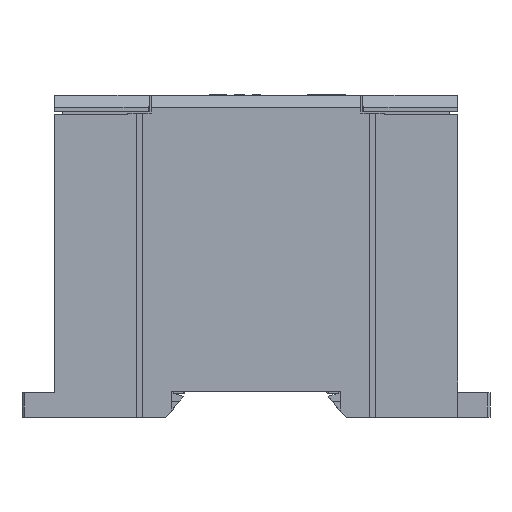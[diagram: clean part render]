
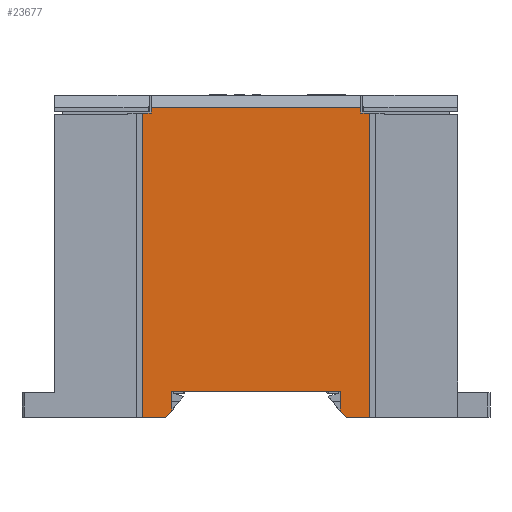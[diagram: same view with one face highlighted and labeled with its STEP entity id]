
A CAD part, left-side view. The second image highlights one B-rep face of the part: STEP entity #23677.
In plain terms, the highlighted planar face has unit normal (-1, 0, 0).
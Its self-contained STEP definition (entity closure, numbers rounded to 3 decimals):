
#1731 = VERTEX_POINT ( 'NONE', #22327 ) ;
#2706 = VERTEX_POINT ( 'NONE', #27764 ) ;
#3207 = EDGE_CURVE ( 'NONE', #48623, #33898, #18772, .T. ) ;
#3598 = LINE ( 'NONE', #8171, #52177 ) ;
#6055 = VECTOR ( 'NONE', #47533, 1000. ) ;
#6143 = VECTOR ( 'NONE', #56145, 1000. ) ;
#6393 = PLANE ( 'NONE',  #37284 ) ;
#6532 = CARTESIAN_POINT ( 'NONE',  ( 0., 70.807, -73.263 ) ) ;
#7115 = CARTESIAN_POINT ( 'NONE',  ( 0., 24., -3. ) ) ;
#7281 = DIRECTION ( 'NONE',  ( -1., 0., 0. ) ) ;
#7299 = ORIENTED_EDGE ( 'NONE', *, *, #49808, .F. ) ;
#7897 = VERTEX_POINT ( 'NONE', #56588 ) ;
#8171 = CARTESIAN_POINT ( 'NONE',  ( 0., 99.807, -79.633 ) ) ;
#8811 = VERTEX_POINT ( 'NONE', #23174 ) ;
#9284 = ORIENTED_EDGE ( 'NONE', *, *, #42840, .F. ) ;
#10576 = LINE ( 'NONE', #47442, #21710 ) ;
#11400 = VERTEX_POINT ( 'NONE', #32504 ) ;
#11720 = EDGE_LOOP ( 'NONE', ( #19219, #16150, #59325, #24318, #7299, #9284, #39803, #14475, #15871, #15361, #38081, #11864, #64966, #59133 ) ) ;
#11864 = ORIENTED_EDGE ( 'NONE', *, *, #54661, .F. ) ;
#11972 = EDGE_CURVE ( 'NONE', #31550, #2706, #10576, .T. ) ;
#12154 = VECTOR ( 'NONE', #23462, 1000. ) ;
#13513 = DIRECTION ( 'NONE',  ( 0., 1., 0. ) ) ;
#13584 = CARTESIAN_POINT ( 'NONE',  ( 0., 78.007, -79.633 ) ) ;
#13883 = CARTESIAN_POINT ( 'NONE',  ( 0., 27.5, -79.633 ) ) ;
#14475 = ORIENTED_EDGE ( 'NONE', *, *, #27903, .F. ) ;
#14835 = LINE ( 'NONE', #25176, #23570 ) ;
#15361 = ORIENTED_EDGE ( 'NONE', *, *, #21286, .F. ) ;
#15798 = CARTESIAN_POINT ( 'NONE',  ( 0., 24., -4.4 ) ) ;
#15871 = ORIENTED_EDGE ( 'NONE', *, *, #31009, .F. ) ;
#15928 = LINE ( 'NONE', #13883, #16701 ) ;
#16016 = VECTOR ( 'NONE', #54051, 1000. ) ;
#16150 = ORIENTED_EDGE ( 'NONE', *, *, #11972, .T. ) ;
#16448 = LINE ( 'NONE', #30187, #57780 ) ;
#16701 = VECTOR ( 'NONE', #29474, 1000. ) ;
#17079 = CARTESIAN_POINT ( 'NONE',  ( 0., 0., 0. ) ) ;
#17290 = FACE_OUTER_BOUND ( 'NONE', #11720, .T. ) ;
#17471 = CARTESIAN_POINT ( 'NONE',  ( 0., 24., -4.4 ) ) ;
#17884 = VERTEX_POINT ( 'NONE', #59728 ) ;
#18772 = LINE ( 'NONE', #22316, #6055 ) ;
#19219 = ORIENTED_EDGE ( 'NONE', *, *, #54407, .T. ) ;
#20312 = CARTESIAN_POINT ( 'NONE',  ( 0., 72.307, -79.633 ) ) ;
#21051 = CARTESIAN_POINT ( 'NONE',  ( 0., 70.807, -78.133 ) ) ;
#21212 = LINE ( 'NONE', #23332, #21962 ) ;
#21286 = EDGE_CURVE ( 'NONE', #33898, #11400, #48561, .T. ) ;
#21479 = DIRECTION ( 'NONE',  ( 0., 1., 0. ) ) ;
#21552 = VERTEX_POINT ( 'NONE', #15798 ) ;
#21710 = VECTOR ( 'NONE', #57962, 1000. ) ;
#21962 = VECTOR ( 'NONE', #54836, 1000. ) ;
#22316 = CARTESIAN_POINT ( 'NONE',  ( 0., 29., -78.133 ) ) ;
#22327 = CARTESIAN_POINT ( 'NONE',  ( 0., 21.8, -4.4 ) ) ;
#23174 = CARTESIAN_POINT ( 'NONE',  ( 0., 70.807, -73.263 ) ) ;
#23332 = CARTESIAN_POINT ( 'NONE',  ( 0., 21.8, -79.633 ) ) ;
#23462 = DIRECTION ( 'NONE',  ( 0., 0., 1. ) ) ;
#23570 = VECTOR ( 'NONE', #45139, 1000. ) ;
#23677 = ADVANCED_FACE ( 'NONE', ( #17290 ), #6393, .T. ) ;
#24318 = ORIENTED_EDGE ( 'NONE', *, *, #31404, .F. ) ;
#25176 = CARTESIAN_POINT ( 'NONE',  ( 0., 75.807, -4.4 ) ) ;
#25473 = LINE ( 'NONE', #48910, #30311 ) ;
#25659 = LINE ( 'NONE', #58977, #12154 ) ;
#25995 = VECTOR ( 'NONE', #21479, 1000. ) ;
#26081 = VERTEX_POINT ( 'NONE', #13584 ) ;
#26645 = DIRECTION ( 'NONE',  ( 0., 0., 1. ) ) ;
#27764 = CARTESIAN_POINT ( 'NONE',  ( 0., 75.807, -3. ) ) ;
#27871 = CARTESIAN_POINT ( 'NONE',  ( 0., 78.007, -4.4 ) ) ;
#27903 = EDGE_CURVE ( 'NONE', #8811, #39199, #16448, .T. ) ;
#29474 = DIRECTION ( 'NONE',  ( 0., 1., 0. ) ) ;
#29670 = EDGE_CURVE ( 'NONE', #7897, #2706, #25473, .T. ) ;
#29865 = EDGE_CURVE ( 'NONE', #39199, #31433, #65185, .T. ) ;
#30187 = CARTESIAN_POINT ( 'NONE',  ( 0., 70.807, -78.133 ) ) ;
#30311 = VECTOR ( 'NONE', #54307, 1000. ) ;
#30892 = EDGE_CURVE ( 'NONE', #21552, #1731, #53086, .T. ) ;
#31009 = EDGE_CURVE ( 'NONE', #11400, #8811, #56221, .T. ) ;
#31404 = EDGE_CURVE ( 'NONE', #39389, #7897, #14835, .T. ) ;
#31433 = VERTEX_POINT ( 'NONE', #66082 ) ;
#31550 = VERTEX_POINT ( 'NONE', #7115 ) ;
#32504 = CARTESIAN_POINT ( 'NONE',  ( 0., 29., -73.263 ) ) ;
#33898 = VERTEX_POINT ( 'NONE', #62317 ) ;
#35146 = LINE ( 'NONE', #17471, #60537 ) ;
#37284 = AXIS2_PLACEMENT_3D ( 'NONE', #17079, #7281, #26645 ) ;
#37730 = DIRECTION ( 'NONE',  ( 0., 0., 1. ) ) ;
#38081 = ORIENTED_EDGE ( 'NONE', *, *, #3207, .F. ) ;
#39199 = VERTEX_POINT ( 'NONE', #21051 ) ;
#39389 = VERTEX_POINT ( 'NONE', #27871 ) ;
#39803 = ORIENTED_EDGE ( 'NONE', *, *, #29865, .F. ) ;
#40625 = DIRECTION ( 'NONE',  ( 0., 0., -1. ) ) ;
#41392 = DIRECTION ( 'NONE',  ( 0., 0.707, -0.707 ) ) ;
#42840 = EDGE_CURVE ( 'NONE', #31433, #26081, #3598, .T. ) ;
#42885 = EDGE_CURVE ( 'NONE', #17884, #1731, #21212, .T. ) ;
#45139 = DIRECTION ( 'NONE',  ( 0., -1., 0. ) ) ;
#47442 = CARTESIAN_POINT ( 'NONE',  ( 0., 75.807, -3. ) ) ;
#47533 = DIRECTION ( 'NONE',  ( 0., 0.707, 0.707 ) ) ;
#48427 = VECTOR ( 'NONE', #41392, 1000. ) ;
#48561 = LINE ( 'NONE', #63397, #16016 ) ;
#48623 = VERTEX_POINT ( 'NONE', #59672 ) ;
#48910 = CARTESIAN_POINT ( 'NONE',  ( 0., 75.807, -4.4 ) ) ;
#49808 = EDGE_CURVE ( 'NONE', #26081, #39389, #25659, .T. ) ;
#52177 = VECTOR ( 'NONE', #13513, 1000. ) ;
#53086 = LINE ( 'NONE', #55934, #6143 ) ;
#54051 = DIRECTION ( 'NONE',  ( 0., 0., 1. ) ) ;
#54307 = DIRECTION ( 'NONE',  ( 0., 0., 1. ) ) ;
#54407 = EDGE_CURVE ( 'NONE', #21552, #31550, #35146, .T. ) ;
#54661 = EDGE_CURVE ( 'NONE', #17884, #48623, #15928, .T. ) ;
#54836 = DIRECTION ( 'NONE',  ( 0., 0., 1. ) ) ;
#55934 = CARTESIAN_POINT ( 'NONE',  ( 0., 24., -4.4 ) ) ;
#56145 = DIRECTION ( 'NONE',  ( 0., -1., 0. ) ) ;
#56221 = LINE ( 'NONE', #6532, #25995 ) ;
#56588 = CARTESIAN_POINT ( 'NONE',  ( 0., 75.807, -4.4 ) ) ;
#57780 = VECTOR ( 'NONE', #40625, 1000. ) ;
#57962 = DIRECTION ( 'NONE',  ( 0., 1., 0. ) ) ;
#58977 = CARTESIAN_POINT ( 'NONE',  ( 0., 78.007, -79.633 ) ) ;
#59133 = ORIENTED_EDGE ( 'NONE', *, *, #30892, .F. ) ;
#59325 = ORIENTED_EDGE ( 'NONE', *, *, #29670, .F. ) ;
#59672 = CARTESIAN_POINT ( 'NONE',  ( 0., 27.5, -79.633 ) ) ;
#59728 = CARTESIAN_POINT ( 'NONE',  ( 0., 21.8, -79.633 ) ) ;
#60537 = VECTOR ( 'NONE', #37730, 1000. ) ;
#62317 = CARTESIAN_POINT ( 'NONE',  ( 0., 29., -78.133 ) ) ;
#63397 = CARTESIAN_POINT ( 'NONE',  ( 0., 29., -73.263 ) ) ;
#64966 = ORIENTED_EDGE ( 'NONE', *, *, #42885, .T. ) ;
#65185 = LINE ( 'NONE', #20312, #48427 ) ;
#66082 = CARTESIAN_POINT ( 'NONE',  ( 0., 72.307, -79.633 ) ) ;
